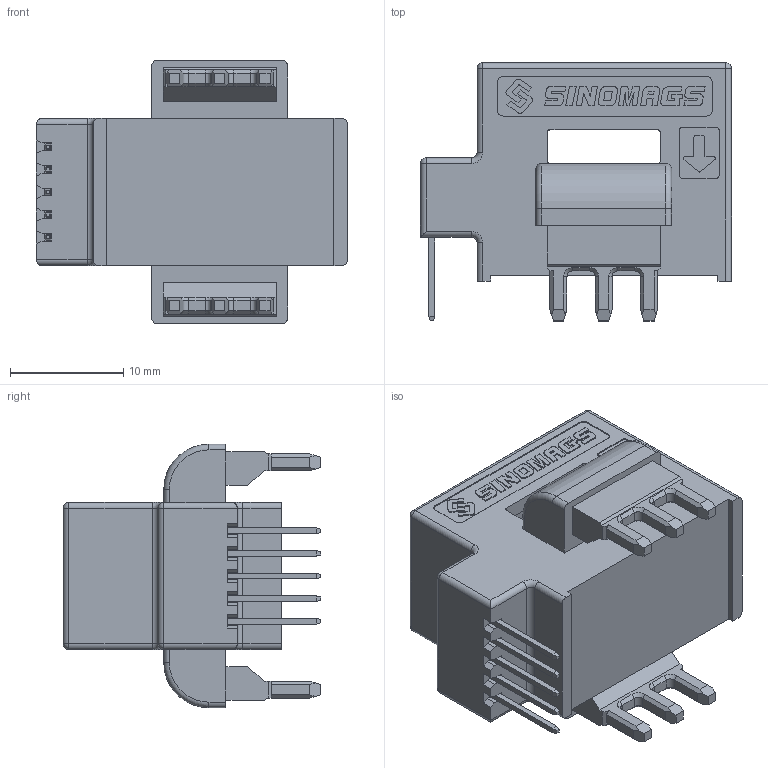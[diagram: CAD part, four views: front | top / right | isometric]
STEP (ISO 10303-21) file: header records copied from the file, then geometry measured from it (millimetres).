
FILE_DESCRIPTION((''),'2;1');
FILE_NAME('HO-Z-_053000','2025-07-21T10:52:18',('Administrator'),(''),'CREO PARAMETRIC BY PTC INC, 2018050','CREO PARAMETRIC BY PTC INC, 2018050','');
FILE_SCHEMA(('AUTOMOTIVE_DESIGN { 1 0 10303 214 1 1 1 1 }'));
Length unit declared in the file: millimetre
Products named in the file (1): HO-Z-_053000
Bounding box: 27.5 x 22.8 x 23.3 mm (x, y, z)
Volume: 5796.9 mm3; surface area: 4779.8 mm2
Topology: 1 solids, 1 shells, 517 faces, 1398 edges, 900 vertices
Faces by surface type: plane 381, cylinder 76, extrusion 30, cone 16, torus 8, sphere 6
Entity records: 22591 total; most frequent: CARTESIAN_POINT 3268, ORIENTED_EDGE 2796, DIRECTION 2480, PRESENTATION_STYLE_ASSIGNMENT 1573, STYLED_ITEM 1399, CURVE_STYLE 1398, EDGE_CURVE 1398, VECTOR 1194
